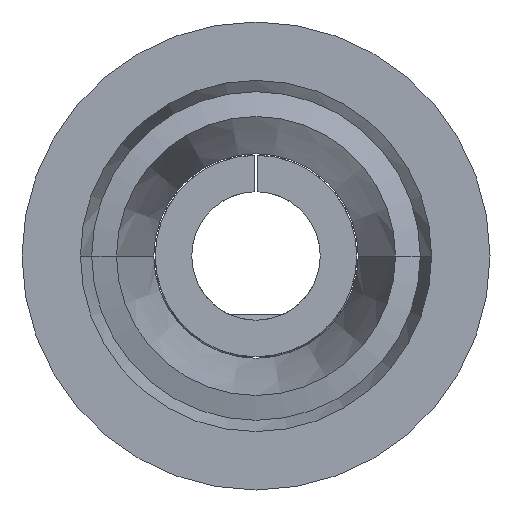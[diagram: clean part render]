
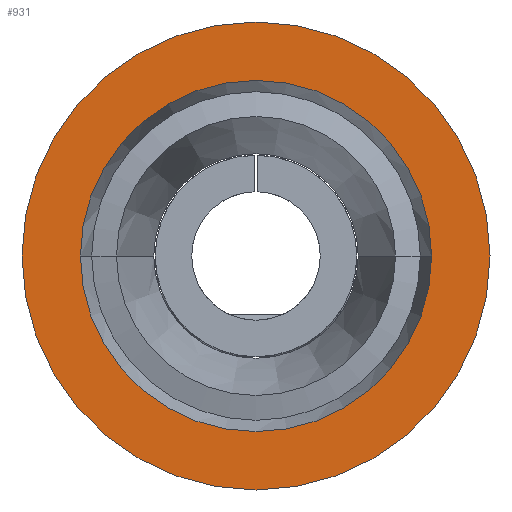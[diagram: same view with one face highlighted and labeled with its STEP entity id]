
A CAD part, front view. The second image highlights one B-rep face of the part: STEP entity #931.
In plain terms, the highlighted planar face has unit normal (0, -1, 0).
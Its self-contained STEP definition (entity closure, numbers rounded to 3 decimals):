
#18 = VERTEX_POINT ( 'NONE', #1963 ) ;
#50 = CARTESIAN_POINT ( 'NONE',  ( 0., -15.6, 1.13 ) ) ;
#106 = CIRCLE ( 'NONE', #541, 3.205 ) ;
#243 = EDGE_CURVE ( 'NONE', #1155, #18, #1659, .T. ) ;
#322 = DIRECTION ( 'NONE',  ( 0., 1., 0. ) ) ;
#355 = EDGE_CURVE ( 'NONE', #18, #1155, #439, .T. ) ;
#439 = CIRCLE ( 'NONE', #1990, 2.405 ) ;
#512 = DIRECTION ( 'NONE',  ( 0., 1., 0. ) ) ;
#539 = CARTESIAN_POINT ( 'NONE',  ( 3.205, -15.6, 1.13 ) ) ;
#541 = AXIS2_PLACEMENT_3D ( 'NONE', #1249, #322, #945 ) ;
#577 = AXIS2_PLACEMENT_3D ( 'NONE', #1758, #512, #1120 ) ;
#590 = ORIENTED_EDGE ( 'NONE', *, *, #355, .T. ) ;
#711 = CARTESIAN_POINT ( 'NONE',  ( 0., -15.6, 1.13 ) ) ;
#818 = VERTEX_POINT ( 'NONE', #1691 ) ;
#819 = DIRECTION ( 'NONE',  ( -1., 0., 0. ) ) ;
#920 = PLANE ( 'NONE',  #1303 ) ;
#931 = ADVANCED_FACE ( 'NONE', ( #1445, #1519 ), #920, .T. ) ;
#945 = DIRECTION ( 'NONE',  ( -1., 0., 0. ) ) ;
#986 = AXIS2_PLACEMENT_3D ( 'NONE', #50, #1446, #819 ) ;
#1013 = EDGE_CURVE ( 'NONE', #1701, #818, #106, .T. ) ;
#1073 = CARTESIAN_POINT ( 'NONE',  ( -3.205, -15.6, 1.13 ) ) ;
#1090 = ORIENTED_EDGE ( 'NONE', *, *, #1013, .F. ) ;
#1120 = DIRECTION ( 'NONE',  ( -1., 0., 0. ) ) ;
#1142 = EDGE_LOOP ( 'NONE', ( #590, #1726 ) ) ;
#1155 = VERTEX_POINT ( 'NONE', #1296 ) ;
#1249 = CARTESIAN_POINT ( 'NONE',  ( 0., -15.6, 1.13 ) ) ;
#1296 = CARTESIAN_POINT ( 'NONE',  ( 2.405, -15.6, 1.13 ) ) ;
#1303 = AXIS2_PLACEMENT_3D ( 'NONE', #1073, #1839, #1818 ) ;
#1445 = FACE_BOUND ( 'NONE', #1142, .T. ) ;
#1446 = DIRECTION ( 'NONE',  ( 0., 1., 0. ) ) ;
#1451 = ORIENTED_EDGE ( 'NONE', *, *, #1500, .F. ) ;
#1473 = DIRECTION ( 'NONE',  ( 0., 1., 0. ) ) ;
#1500 = EDGE_CURVE ( 'NONE', #818, #1701, #1976, .T. ) ;
#1519 = FACE_OUTER_BOUND ( 'NONE', #2000, .T. ) ;
#1659 = CIRCLE ( 'NONE', #986, 2.405 ) ;
#1691 = CARTESIAN_POINT ( 'NONE',  ( -3.205, -15.6, 1.13 ) ) ;
#1701 = VERTEX_POINT ( 'NONE', #539 ) ;
#1726 = ORIENTED_EDGE ( 'NONE', *, *, #243, .T. ) ;
#1758 = CARTESIAN_POINT ( 'NONE',  ( 0., -15.6, 1.13 ) ) ;
#1818 = DIRECTION ( 'NONE',  ( 1., 0., 0. ) ) ;
#1839 = DIRECTION ( 'NONE',  ( 0., -1., 0. ) ) ;
#1938 = DIRECTION ( 'NONE',  ( -1., 0., 0. ) ) ;
#1963 = CARTESIAN_POINT ( 'NONE',  ( -2.405, -15.6, 1.13 ) ) ;
#1976 = CIRCLE ( 'NONE', #577, 3.205 ) ;
#1990 = AXIS2_PLACEMENT_3D ( 'NONE', #711, #1473, #1938 ) ;
#2000 = EDGE_LOOP ( 'NONE', ( #1451, #1090 ) ) ;
